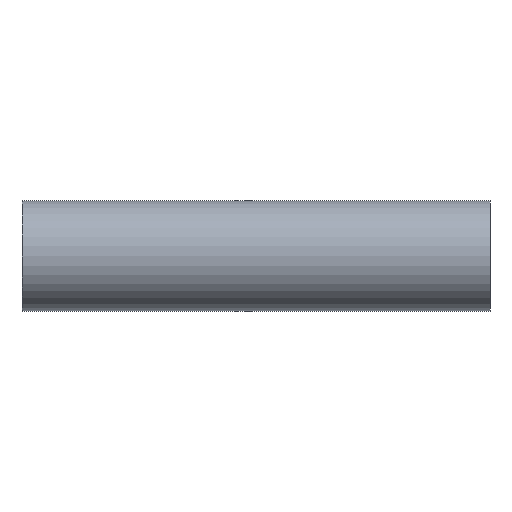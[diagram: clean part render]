
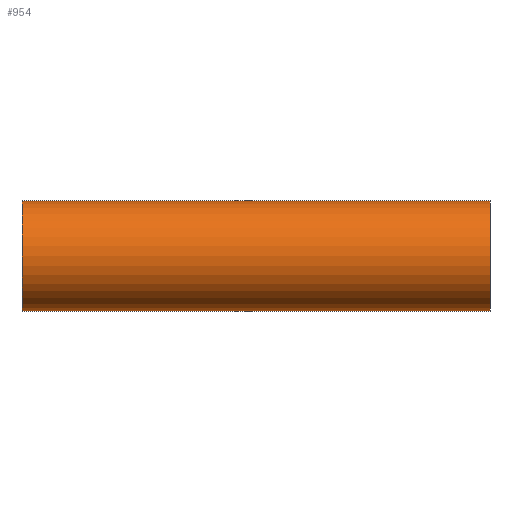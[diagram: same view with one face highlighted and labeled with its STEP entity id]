
A CAD part, front view. The second image highlights one B-rep face of the part: STEP entity #954.
In plain terms, the highlighted cylindrical face has radius 12.7 mm (diameter 25.4 mm), a partial arc.
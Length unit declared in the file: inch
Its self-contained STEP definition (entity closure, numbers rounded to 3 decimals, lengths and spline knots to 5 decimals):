
#166 = CYLINDRICAL_SURFACE ( 'NONE', #477, 0.5 ) ;
#222 = CARTESIAN_POINT ( 'NONE',  ( 2.12598, 0., 0. ) ) ;
#225 = DIRECTION ( 'NONE',  ( -1., 0., 0. ) ) ;
#297 = LINE ( 'NONE', #1083, #2108 ) ;
#314 = ORIENTED_EDGE ( 'NONE', *, *, #510, .F. ) ;
#361 = CARTESIAN_POINT ( 'NONE',  ( 2.12598, 0., 0. ) ) ;
#367 = EDGE_CURVE ( 'NONE', #1100, #1180, #1655, .T. ) ;
#399 = DIRECTION ( 'NONE',  ( 1., 0., 0. ) ) ;
#414 = DIRECTION ( 'NONE',  ( 0., 0., 1. ) ) ;
#467 = VECTOR ( 'NONE', #690, 39.37008 ) ;
#477 = AXIS2_PLACEMENT_3D ( 'NONE', #222, #927, #414 ) ;
#485 = ORIENTED_EDGE ( 'NONE', *, *, #747, .T. ) ;
#510 = EDGE_CURVE ( 'NONE', #1180, #1305, #297, .T. ) ;
#668 = AXIS2_PLACEMENT_3D ( 'NONE', #1119, #399, #753 ) ;
#690 = DIRECTION ( 'NONE',  ( -1., 0., 0. ) ) ;
#747 = EDGE_CURVE ( 'NONE', #1748, #1305, #2091, .T. ) ;
#753 = DIRECTION ( 'NONE',  ( 0., 0., -1. ) ) ;
#877 = EDGE_LOOP ( 'NONE', ( #314, #1708, #2174, #485 ) ) ;
#927 = DIRECTION ( 'NONE',  ( -1., 0., 0. ) ) ;
#954 = ADVANCED_FACE ( 'NONE', ( #1010 ), #166, .T. ) ;
#1010 = FACE_OUTER_BOUND ( 'NONE', #877, .T. ) ;
#1077 = LINE ( 'NONE', #2084, #467 ) ;
#1083 = CARTESIAN_POINT ( 'NONE',  ( 2.12598, 0., -0.5 ) ) ;
#1086 = CARTESIAN_POINT ( 'NONE',  ( 2.12598, 0., -0.5 ) ) ;
#1100 = VERTEX_POINT ( 'NONE', #1850 ) ;
#1119 = CARTESIAN_POINT ( 'NONE',  ( -2.12598, 0., 0. ) ) ;
#1180 = VERTEX_POINT ( 'NONE', #1086 ) ;
#1301 = EDGE_CURVE ( 'NONE', #1100, #1748, #1077, .T. ) ;
#1305 = VERTEX_POINT ( 'NONE', #1889 ) ;
#1405 = DIRECTION ( 'NONE',  ( 1., 0., 0. ) ) ;
#1412 = DIRECTION ( 'NONE',  ( 0., 0., -1. ) ) ;
#1655 = CIRCLE ( 'NONE', #2067, 0.5 ) ;
#1708 = ORIENTED_EDGE ( 'NONE', *, *, #367, .F. ) ;
#1748 = VERTEX_POINT ( 'NONE', #2183 ) ;
#1850 = CARTESIAN_POINT ( 'NONE',  ( 2.12598, 0., 0.5 ) ) ;
#1889 = CARTESIAN_POINT ( 'NONE',  ( -2.12598, 0., -0.5 ) ) ;
#2067 = AXIS2_PLACEMENT_3D ( 'NONE', #361, #1405, #1412 ) ;
#2084 = CARTESIAN_POINT ( 'NONE',  ( 2.12598, 0., 0.5 ) ) ;
#2091 = CIRCLE ( 'NONE', #668, 0.5 ) ;
#2108 = VECTOR ( 'NONE', #225, 39.37008 ) ;
#2174 = ORIENTED_EDGE ( 'NONE', *, *, #1301, .T. ) ;
#2183 = CARTESIAN_POINT ( 'NONE',  ( -2.12598, 0., 0.5 ) ) ;
